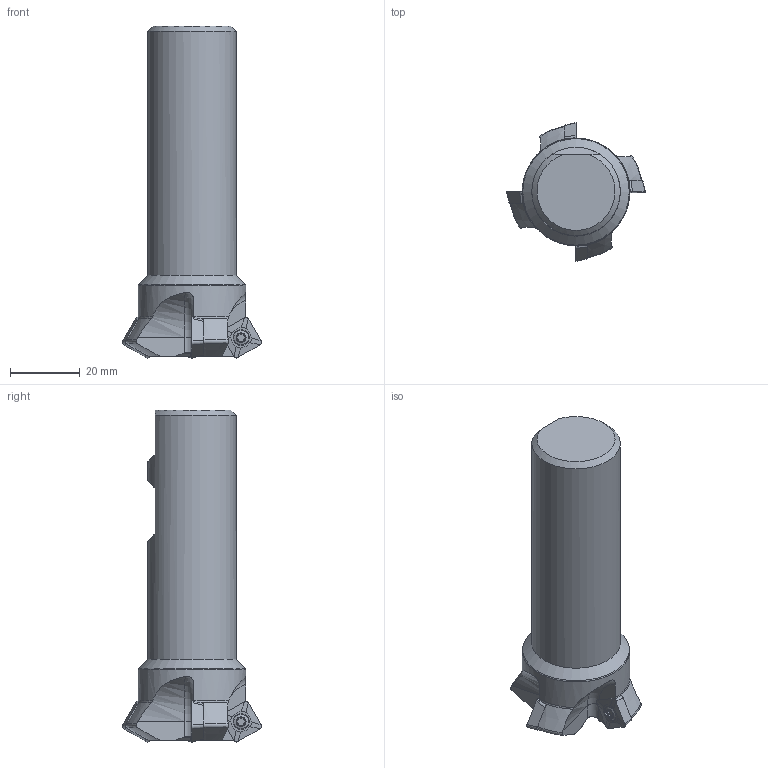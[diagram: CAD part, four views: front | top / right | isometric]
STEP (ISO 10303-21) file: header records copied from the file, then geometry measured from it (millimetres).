
FILE_DESCRIPTION(/* description */ (''),/* implementation_level */ '2;1');
FILE_NAME(/* name */ '1562652282038.stp',/* time_stamp */ '2019-07-09T11:34:53+05:00',/* author */ (''),/* organization */ ('SMS'),/* preprocessor_version */ 'ST-DEVELOPER v15',/* originating_system */ 'SIEMENS PLM Software NX 8.5',/* authorisation */ '');
FILE_SCHEMA (('AUTOMOTIVE_DESIGN { 1 0 10303 214 3 1 1 1 }'));
Length unit declared in the file: millimetre
Products named in the file (4): ASSEMBLY_CONSTRUCTION; 202410841mod000_00; 202441197mod000_00; 202441527mod000_00
Assembly tree (6 placements, depth 2):
  202441527mod000_00
    202441197mod000_00
    202410841mod000_00  x4
    ASSEMBLY_CONSTRUCTION
Bounding box: 39.9 x 39.9 x 95.25 mm (x, y, z)
Volume: 49833.4 mm3; surface area: 10728.5 mm2
Topology: 5 solids, 5 shells, 294 faces, 793 edges, 537 vertices
Faces by surface type: plane 100, extrusion 52, bspline 48, cone 42, torus 33, cylinder 15, sphere 4
Full cylindrical faces by diameter (mm): 2 x1, 3.4 x4, 4.2 x4, 25.393 x1, 30.857 x1
Entity records: 11119 total; most frequent: CARTESIAN_POINT 5528, ORIENTED_EDGE 1170, DIRECTION 1006, EDGE_CURVE 585, AXIS2_PLACEMENT_3D 389, VERTEX_POINT 388, EDGE_LOOP 257, B_SPLINE_CURVE_WITH_KNOTS 255
